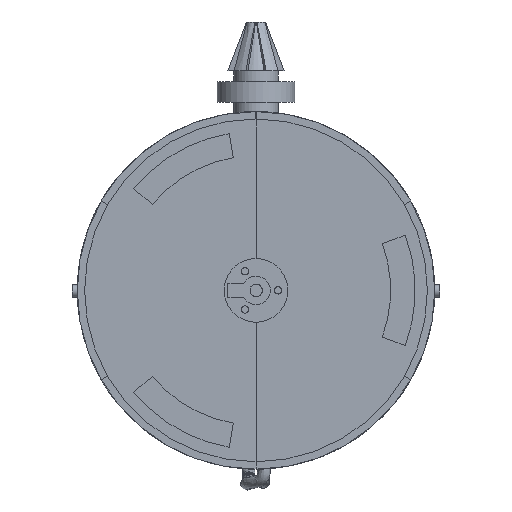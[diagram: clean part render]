
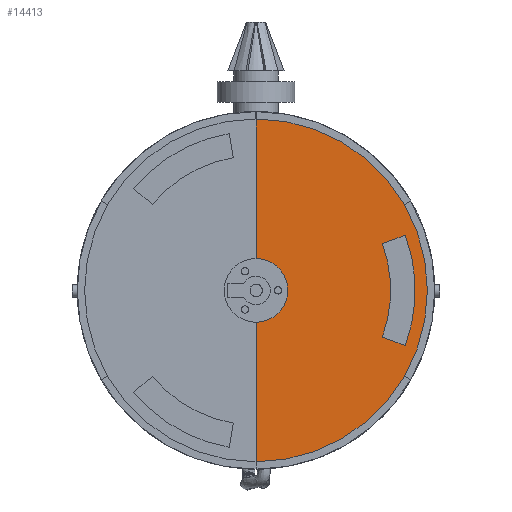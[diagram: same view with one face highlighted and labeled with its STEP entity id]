
A CAD part, front view. The second image highlights one B-rep face of the part: STEP entity #14413.
In plain terms, the highlighted planar face has unit normal (0, -1, 0).
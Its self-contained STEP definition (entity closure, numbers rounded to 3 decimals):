
#509=FACE_BOUND('',#5320,.T.);
#793=PLANE('',#16005);
#1669=LINE('',#23392,#2948);
#1677=LINE('',#23412,#2956);
#2948=VECTOR('',#18116,10.);
#2956=VECTOR('',#18130,10.);
#4453=FACE_OUTER_BOUND('',#5319,.T.);
#5319=EDGE_LOOP('',(#11045,#11046,#11047,#11048));
#5320=EDGE_LOOP('',(#11049));
#6330=CIRCLE('',#16004,4.);
#6331=CIRCLE('',#16006,70.);
#6332=CIRCLE('',#16007,1.5);
#7042=VERTEX_POINT('',#23388);
#7044=VERTEX_POINT('',#23391);
#7049=VERTEX_POINT('',#23402);
#7053=VERTEX_POINT('',#23410);
#7056=VERTEX_POINT('',#23424);
#8554=EDGE_CURVE('',#7044,#7042,#1669,.T.);
#8564=EDGE_CURVE('',#7049,#7053,#1677,.T.);
#8569=EDGE_CURVE('',#7053,#7044,#6330,.T.);
#8570=EDGE_CURVE('',#7049,#7042,#6331,.T.);
#8571=EDGE_CURVE('',#7056,#7056,#6332,.T.);
#11045=ORIENTED_EDGE('',*,*,#8554,.T.);
#11046=ORIENTED_EDGE('',*,*,#8570,.F.);
#11047=ORIENTED_EDGE('',*,*,#8564,.T.);
#11048=ORIENTED_EDGE('',*,*,#8569,.T.);
#11049=ORIENTED_EDGE('',*,*,#8571,.T.);
#14413=ADVANCED_FACE('',(#4453,#509),#793,.F.);
#16004=AXIS2_PLACEMENT_3D('',#23421,#18143,#18144);
#16005=AXIS2_PLACEMENT_3D('',#23422,#18145,#18146);
#16006=AXIS2_PLACEMENT_3D('',#23423,#18147,#18148);
#16007=AXIS2_PLACEMENT_3D('',#23425,#18149,#18150);
#18116=DIRECTION('',(0.,0.,-1.));
#18130=DIRECTION('',(0.,0.,-1.));
#18143=DIRECTION('center_axis',(0.,1.,0.));
#18144=DIRECTION('ref_axis',(0.,0.,1.));
#18145=DIRECTION('center_axis',(0.,1.,0.));
#18146=DIRECTION('ref_axis',(1.,0.,0.));
#18147=DIRECTION('center_axis',(0.,1.,0.));
#18148=DIRECTION('ref_axis',(1.,0.,0.));
#18149=DIRECTION('center_axis',(0.,1.,0.));
#18150=DIRECTION('ref_axis',(0.,0.,-1.));
#23388=CARTESIAN_POINT('',(0.,0.,-70.));
#23391=CARTESIAN_POINT('',(0.,0.,-4.));
#23392=CARTESIAN_POINT('',(0.,0.,0.));
#23402=CARTESIAN_POINT('',(0.,0.,70.));
#23410=CARTESIAN_POINT('',(0.,0.,4.));
#23412=CARTESIAN_POINT('',(0.,0.,0.));
#23421=CARTESIAN_POINT('Origin',(0.,0.,0.));
#23422=CARTESIAN_POINT('Origin',(0.,0.,0.));
#23423=CARTESIAN_POINT('Origin',(0.,0.,0.));
#23424=CARTESIAN_POINT('',(9.,0.,1.5));
#23425=CARTESIAN_POINT('Origin',(9.,0.,0.));
